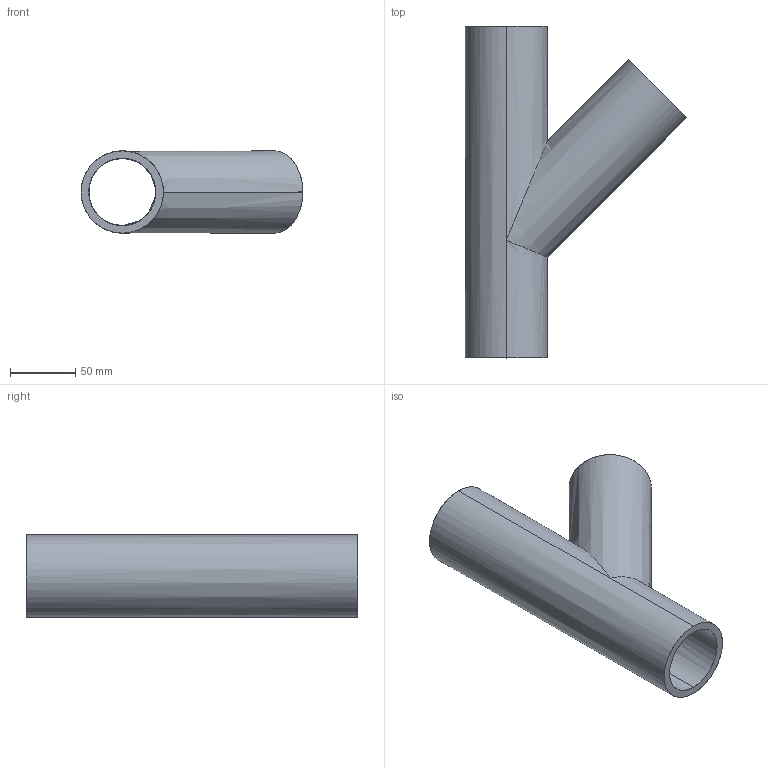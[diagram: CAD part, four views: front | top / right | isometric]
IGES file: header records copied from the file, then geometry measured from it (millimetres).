
Start section: SolidWorks IGES file using analytic representation for surfaces
Global section: file name: Wye Tee 45° SDR11_001 117 0045 0063.igs; native system: SolidWorks 2019; preprocessor: SolidWorks 2019; author: s.cokol; date: 200515.155812; units: millimetre
Bounding box: 169.74 x 254 x 63 mm (x, y, z)
Surface area: 134656.6 mm2 (no closed solid volume)
Topology: 0 solids, 0 shells, 13 faces, 636 edges, 636 vertices
Faces by surface type: revolution 10, bspline 3
